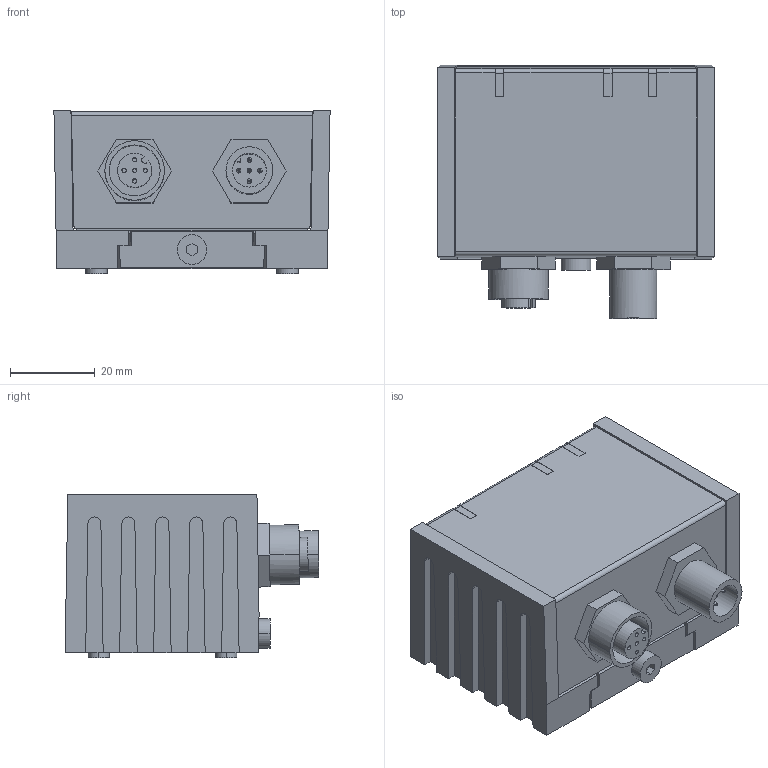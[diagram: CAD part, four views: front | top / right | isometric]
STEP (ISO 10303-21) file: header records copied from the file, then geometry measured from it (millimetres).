
FILE_DESCRIPTION((''),'2;1');
FILE_NAME('DM_CAD-2159_SW0001','2015-08-10T',('Creinig-se'),(''),'PRO/ENGINEER BY PARAMETRIC TECHNOLOGY CORPORATION, 2013050','PRO/ENGINEER BY PARAMETRIC TECHNOLOGY CORPORATION, 2013050','');
FILE_SCHEMA(('CONFIG_CONTROL_DESIGN'));
Length unit declared in the file: millimetre
Products named in the file (1): DM_CAD-2159_SW0001
Bounding box: 65 x 59.76 x 38.49 mm (x, y, z)
Volume: 98731.3 mm3; surface area: 33246.5 mm2
Topology: 5 solids, 5 shells, 419 faces, 1113 edges, 719 vertices
Faces by surface type: plane 295, cylinder 79, cone 44, extrusion 1
Entity records: 16648 total; most frequent: CARTESIAN_POINT 3564, ORIENTED_EDGE 2226, DIRECTION 2052, EDGE_CURVE 1113, VECTOR 870, LINE 869, VERTEX_POINT 719, AXIS2_PLACEMENT_3D 591
